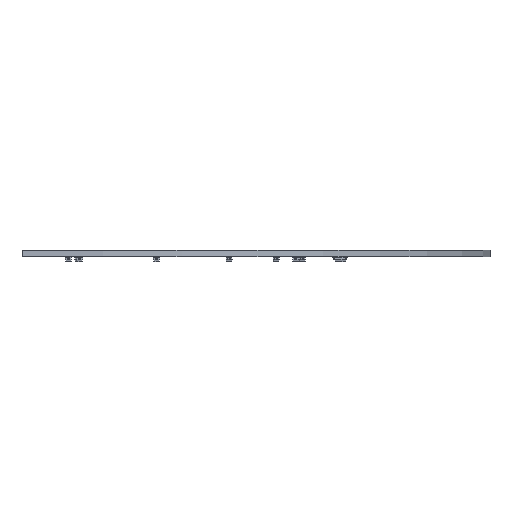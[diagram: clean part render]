
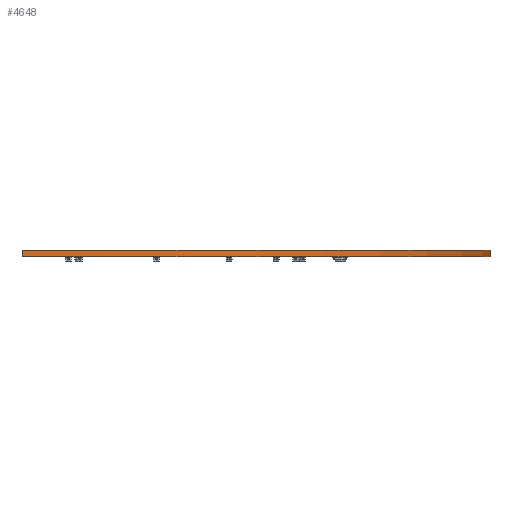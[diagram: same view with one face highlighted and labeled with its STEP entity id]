
A CAD part, left-side view. The second image highlights one B-rep face of the part: STEP entity #4648.
In plain terms, the highlighted cylindrical face has radius 120.005 mm (diameter 240.01 mm), a partial arc.
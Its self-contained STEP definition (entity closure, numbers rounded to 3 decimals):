
#4537 = EDGE_CURVE('',#4538,#4540,#4542,.T.);
#4538 = VERTEX_POINT('',#4539);
#4539 = CARTESIAN_POINT('',(222.245,4.508,0.));
#4540 = VERTEX_POINT('',#4541);
#4541 = CARTESIAN_POINT('',(222.245,4.508,1.6));
#4542 = SURFACE_CURVE('',#4543,(#4547,#4559),.PCURVE_S1.);
#4543 = LINE('',#4544,#4545);
#4544 = CARTESIAN_POINT('',(222.245,4.508,0.));
#4545 = VECTOR('',#4546,1.);
#4546 = DIRECTION('',(0.,0.,1.));
#4547 = PCURVE('',#4548,#4553);
#4548 = PLANE('',#4549);
#4549 = AXIS2_PLACEMENT_3D('',#4550,#4551,#4552);
#4550 = CARTESIAN_POINT('',(222.245,4.508,0.));
#4551 = DIRECTION('',(0.,-1.,0.));
#4552 = DIRECTION('',(-1.,0.,0.));
#4553 = DEFINITIONAL_REPRESENTATION('',(#4554),#4558);
#4554 = LINE('',#4555,#4556);
#4555 = CARTESIAN_POINT('',(0.,0.));
#4556 = VECTOR('',#4557,1.);
#4557 = DIRECTION('',(0.,-1.));
#4558 = ( GEOMETRIC_REPRESENTATION_CONTEXT(2) 
PARAMETRIC_REPRESENTATION_CONTEXT() REPRESENTATION_CONTEXT('2D SPACE',''
  ) );
#4559 = PCURVE('',#4560,#4565);
#4560 = CYLINDRICAL_SURFACE('',#4561,120.005);
#4561 = AXIS2_PLACEMENT_3D('',#4562,#4563,#4564);
#4562 = CARTESIAN_POINT('',(102.24,4.46,0.));
#4563 = DIRECTION('',(0.,0.,-1.));
#4564 = DIRECTION('',(1.,0.,0.));
#4565 = DEFINITIONAL_REPRESENTATION('',(#4566),#4570);
#4566 = LINE('',#4567,#4568);
#4567 = CARTESIAN_POINT('',(-6.284,0.));
#4568 = VECTOR('',#4569,1.);
#4569 = DIRECTION('',(0.,-1.));
#4570 = ( GEOMETRIC_REPRESENTATION_CONTEXT(2) 
PARAMETRIC_REPRESENTATION_CONTEXT() REPRESENTATION_CONTEXT('2D SPACE',''
  ) );
#4573 = VERTEX_POINT('',#4574);
#4574 = CARTESIAN_POINT('',(-17.765,4.509,1.6));
#4588 = PLANE('',#4589);
#4589 = AXIS2_PLACEMENT_3D('',#4590,#4591,#4592);
#4590 = CARTESIAN_POINT('',(102.24,-37.082,1.6));
#4591 = DIRECTION('',(0.,0.,1.));
#4592 = DIRECTION('',(1.,0.,0.));
#4600 = EDGE_CURVE('',#4601,#4573,#4603,.T.);
#4601 = VERTEX_POINT('',#4602);
#4602 = CARTESIAN_POINT('',(-17.765,4.509,0.));
#4603 = SURFACE_CURVE('',#4604,(#4608,#4615),.PCURVE_S1.);
#4604 = LINE('',#4605,#4606);
#4605 = CARTESIAN_POINT('',(-17.765,4.509,0.));
#4606 = VECTOR('',#4607,1.);
#4607 = DIRECTION('',(0.,0.,1.));
#4608 = PCURVE('',#4548,#4609);
#4609 = DEFINITIONAL_REPRESENTATION('',(#4610),#4614);
#4610 = LINE('',#4611,#4612);
#4611 = CARTESIAN_POINT('',(240.01,0.));
#4612 = VECTOR('',#4613,1.);
#4613 = DIRECTION('',(0.,-1.));
#4614 = ( GEOMETRIC_REPRESENTATION_CONTEXT(2) 
PARAMETRIC_REPRESENTATION_CONTEXT() REPRESENTATION_CONTEXT('2D SPACE',''
  ) );
#4615 = PCURVE('',#4560,#4616);
#4616 = DEFINITIONAL_REPRESENTATION('',(#4617),#4621);
#4617 = LINE('',#4618,#4619);
#4618 = CARTESIAN_POINT('',(-3.141,0.));
#4619 = VECTOR('',#4620,1.);
#4620 = DIRECTION('',(0.,-1.));
#4621 = ( GEOMETRIC_REPRESENTATION_CONTEXT(2) 
PARAMETRIC_REPRESENTATION_CONTEXT() REPRESENTATION_CONTEXT('2D SPACE',''
  ) );
#4637 = PLANE('',#4638);
#4638 = AXIS2_PLACEMENT_3D('',#4639,#4640,#4641);
#4639 = CARTESIAN_POINT('',(102.24,-37.082,0.));
#4640 = DIRECTION('',(0.,0.,1.));
#4641 = DIRECTION('',(1.,0.,0.));
#4648 = ADVANCED_FACE('',(#4649),#4560,.T.);
#4649 = FACE_BOUND('',#4650,.F.);
#4650 = EDGE_LOOP('',(#4651,#4652,#4674,#4675));
#4651 = ORIENTED_EDGE('',*,*,#4600,.T.);
#4652 = ORIENTED_EDGE('',*,*,#4653,.T.);
#4653 = EDGE_CURVE('',#4573,#4540,#4654,.T.);
#4654 = SURFACE_CURVE('',#4655,(#4660,#4667),.PCURVE_S1.);
#4655 = CIRCLE('',#4656,120.005);
#4656 = AXIS2_PLACEMENT_3D('',#4657,#4658,#4659);
#4657 = CARTESIAN_POINT('',(102.24,4.46,1.6));
#4658 = DIRECTION('',(0.,0.,1.));
#4659 = DIRECTION('',(1.,0.,0.));
#4660 = PCURVE('',#4560,#4661);
#4661 = DEFINITIONAL_REPRESENTATION('',(#4662),#4666);
#4662 = LINE('',#4663,#4664);
#4663 = CARTESIAN_POINT('',(0.,-1.6));
#4664 = VECTOR('',#4665,1.);
#4665 = DIRECTION('',(-1.,0.));
#4666 = ( GEOMETRIC_REPRESENTATION_CONTEXT(2) 
PARAMETRIC_REPRESENTATION_CONTEXT() REPRESENTATION_CONTEXT('2D SPACE',''
  ) );
#4667 = PCURVE('',#4588,#4668);
#4668 = DEFINITIONAL_REPRESENTATION('',(#4669),#4673);
#4669 = CIRCLE('',#4670,120.005);
#4670 = AXIS2_PLACEMENT_2D('',#4671,#4672);
#4671 = CARTESIAN_POINT('',(0.,41.543));
#4672 = DIRECTION('',(1.,0.));
#4673 = ( GEOMETRIC_REPRESENTATION_CONTEXT(2) 
PARAMETRIC_REPRESENTATION_CONTEXT() REPRESENTATION_CONTEXT('2D SPACE',''
  ) );
#4674 = ORIENTED_EDGE('',*,*,#4537,.F.);
#4675 = ORIENTED_EDGE('',*,*,#4676,.F.);
#4676 = EDGE_CURVE('',#4601,#4538,#4677,.T.);
#4677 = SURFACE_CURVE('',#4678,(#4683,#4690),.PCURVE_S1.);
#4678 = CIRCLE('',#4679,120.005);
#4679 = AXIS2_PLACEMENT_3D('',#4680,#4681,#4682);
#4680 = CARTESIAN_POINT('',(102.24,4.46,0.));
#4681 = DIRECTION('',(0.,0.,1.));
#4682 = DIRECTION('',(1.,0.,0.));
#4683 = PCURVE('',#4560,#4684);
#4684 = DEFINITIONAL_REPRESENTATION('',(#4685),#4689);
#4685 = LINE('',#4686,#4687);
#4686 = CARTESIAN_POINT('',(0.,0.));
#4687 = VECTOR('',#4688,1.);
#4688 = DIRECTION('',(-1.,0.));
#4689 = ( GEOMETRIC_REPRESENTATION_CONTEXT(2) 
PARAMETRIC_REPRESENTATION_CONTEXT() REPRESENTATION_CONTEXT('2D SPACE',''
  ) );
#4690 = PCURVE('',#4637,#4691);
#4691 = DEFINITIONAL_REPRESENTATION('',(#4692),#4696);
#4692 = CIRCLE('',#4693,120.005);
#4693 = AXIS2_PLACEMENT_2D('',#4694,#4695);
#4694 = CARTESIAN_POINT('',(0.,41.543));
#4695 = DIRECTION('',(1.,0.));
#4696 = ( GEOMETRIC_REPRESENTATION_CONTEXT(2) 
PARAMETRIC_REPRESENTATION_CONTEXT() REPRESENTATION_CONTEXT('2D SPACE',''
  ) );
